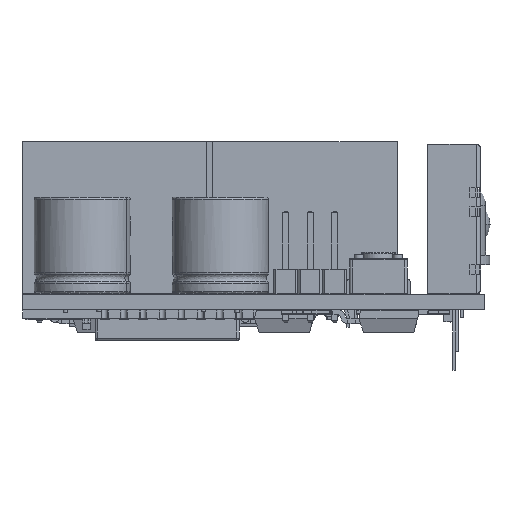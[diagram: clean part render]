
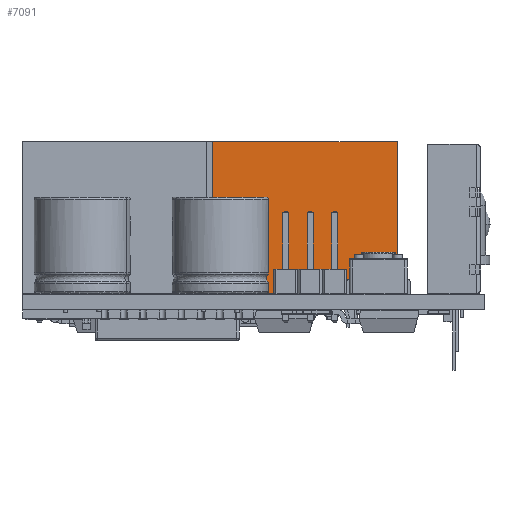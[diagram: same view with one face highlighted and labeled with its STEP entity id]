
A CAD part, front view. The second image highlights one B-rep face of the part: STEP entity #7091.
In plain terms, the highlighted face is planar.
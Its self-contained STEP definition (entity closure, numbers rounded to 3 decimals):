
#7065 = VERTEX_POINT('',#7066);
#7066 = CARTESIAN_POINT('',(9.6,0.,-7.8));
#7072 = EDGE_CURVE('',#7073,#7065,#7075,.T.);
#7073 = VERTEX_POINT('',#7074);
#7074 = CARTESIAN_POINT('',(9.6,15.8,-7.8));
#7075 = LINE('',#7076,#7077);
#7076 = CARTESIAN_POINT('',(9.6,15.8,-7.8));
#7077 = VECTOR('',#7078,1.);
#7078 = DIRECTION('',(-0.,-1.,-0.));
#7091 = ADVANCED_FACE('',(#7092),#7117,.F.);
#7092 = FACE_BOUND('',#7093,.T.);
#7093 = EDGE_LOOP('',(#7094,#7102,#7110,#7116));
#7094 = ORIENTED_EDGE('',*,*,#7095,.T.);
#7095 = EDGE_CURVE('',#7065,#7096,#7098,.T.);
#7096 = VERTEX_POINT('',#7097);
#7097 = CARTESIAN_POINT('',(-9.6,0.,-7.8));
#7098 = LINE('',#7099,#7100);
#7099 = CARTESIAN_POINT('',(-9.6,0.,-7.8));
#7100 = VECTOR('',#7101,1.);
#7101 = DIRECTION('',(-1.,-0.,-0.));
#7102 = ORIENTED_EDGE('',*,*,#7103,.F.);
#7103 = EDGE_CURVE('',#7104,#7096,#7106,.T.);
#7104 = VERTEX_POINT('',#7105);
#7105 = CARTESIAN_POINT('',(-9.6,15.8,-7.8));
#7106 = LINE('',#7107,#7108);
#7107 = CARTESIAN_POINT('',(-9.6,15.8,-7.8));
#7108 = VECTOR('',#7109,1.);
#7109 = DIRECTION('',(-0.,-1.,-0.));
#7110 = ORIENTED_EDGE('',*,*,#7111,.F.);
#7111 = EDGE_CURVE('',#7073,#7104,#7112,.T.);
#7112 = LINE('',#7113,#7114);
#7113 = CARTESIAN_POINT('',(-9.6,15.8,-7.8));
#7114 = VECTOR('',#7115,1.);
#7115 = DIRECTION('',(-1.,-0.,-0.));
#7116 = ORIENTED_EDGE('',*,*,#7072,.T.);
#7117 = PLANE('',#7118);
#7118 = AXIS2_PLACEMENT_3D('',#7119,#7120,#7121);
#7119 = CARTESIAN_POINT('',(-9.6,15.8,-7.8));
#7120 = DIRECTION('',(0.,0.,1.));
#7121 = DIRECTION('',(1.,0.,-0.));
